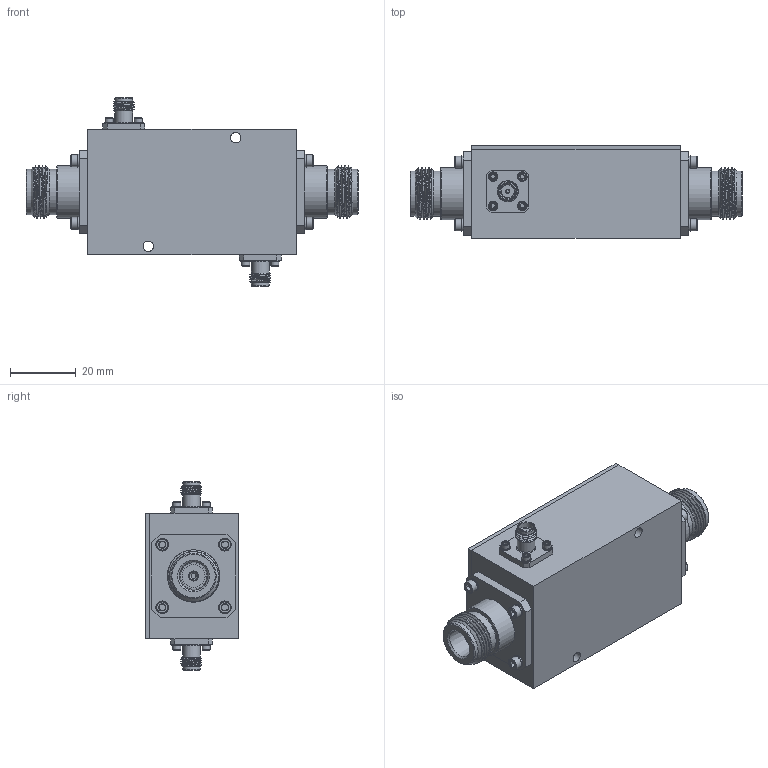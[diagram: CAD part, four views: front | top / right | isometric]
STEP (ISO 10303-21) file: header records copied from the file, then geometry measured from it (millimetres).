
FILE_DESCRIPTION (( 'STEP AP203' ), '1' );
FILE_NAME ('PE2CP1015_3D.step', '2021-06-25T22:55:13', ( '' ), ( '' ), 'SwSTEP 2.0', 'SolidWorks 2020', '' );
FILE_SCHEMA (( 'CONFIG_CONTROL_DESIGN' ));
Products named in the file (1): PE2CP1015_3D
Bounding box: 100.9 x 28.14 x 57.25 mm (x, y, z)
Volume: 76541.6 mm3; surface area: 15918.4 mm2
Topology: 1 solids, 9 shells, 1255 faces, 3034 edges, 1954 vertices
Faces by surface type: plane 671, cone 218, bspline 195, cylinder 169, torus 2
Full cylindrical faces by diameter (mm): 0.744 x1, 1.016 x3, 1.27 x4, 1.524 x26, 1.854 x10, 2.438 x8, 2.946 x8, 3.048 x2, 3.18 x2, 3.658 x8, 3.856 x8, 4.064 x9, 4.521 x2, 5.08 x2, 5.334 x4, 6.985 x2, 13.716 x4, 15.875 x2
Entity records: 59343 total; most frequent: CARTESIAN_POINT 33752, ORIENTED_EDGE 5490, DIRECTION 4424, EDGE_CURVE 2745, VERTEX_POINT 1846, EDGE_LOOP 1565, AXIS2_PLACEMENT_3D 1560, FACE_OUTER_BOUND 1324
